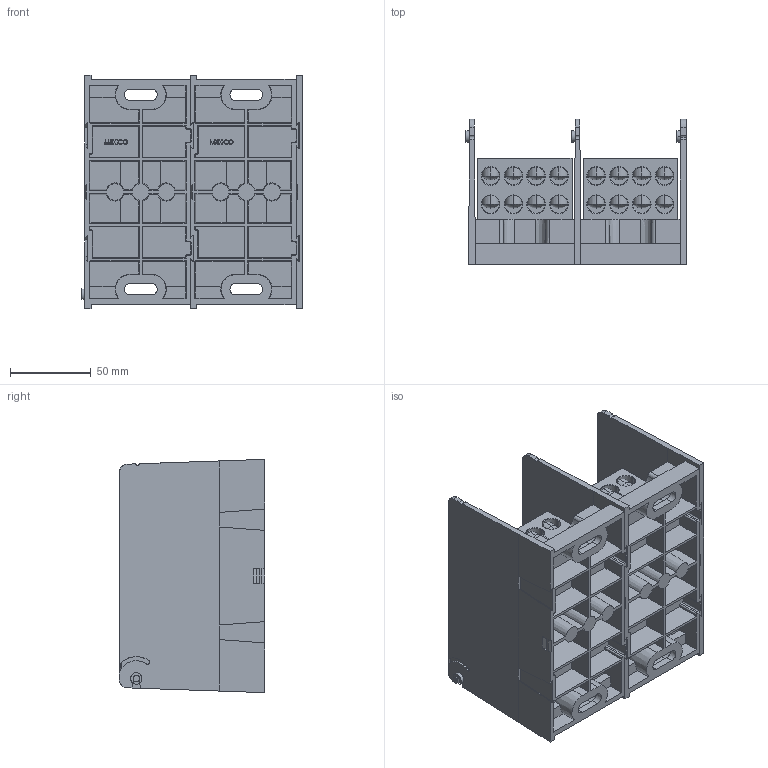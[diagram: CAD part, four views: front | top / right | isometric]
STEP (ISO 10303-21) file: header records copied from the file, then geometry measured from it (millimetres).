
FILE_DESCRIPTION (( 'STEP AP214' ), '1' );
FILE_NAME ('702000-2.STEP', '2024-08-14T14:21:51', ( '' ), ( '' ), 'SwSTEP 2.0', 'SolidWorks 2021', '' );
FILE_SCHEMA (( 'AUTOMOTIVE_DESIGN' ));
Length unit declared in the file: inch
Products named in the file (8): F09928_DEFAULT; F09002; 410033; C06935; F08987; 330555; C06935P; 702000-2
Assembly tree (20 placements, depth 3):
  702000-2
    C06935P  x2
      C06935
      F08987
      F09002
    410033  x2
    F09928_DEFAULT  x4
    330555
Bounding box: 136.78 x 90.17 x 144.78 mm (x, y, z)
Volume: 561980.3 mm3; surface area: 284316.2 mm2
Topology: 29 solids, 29 shells, 1942 faces, 4773 edges, 3022 vertices
Faces by surface type: plane 771, cylinder 557, cone 508, torus 56, bspline 42, sphere 8
Entity records: 26789 total; most frequent: CARTESIAN_POINT 9034, ORIENTED_EDGE 3642, DIRECTION 3271, EDGE_CURVE 1821, VERTEX_POINT 1167, AXIS2_PLACEMENT_3D 1091, VECTOR 1089, LINE 1089
